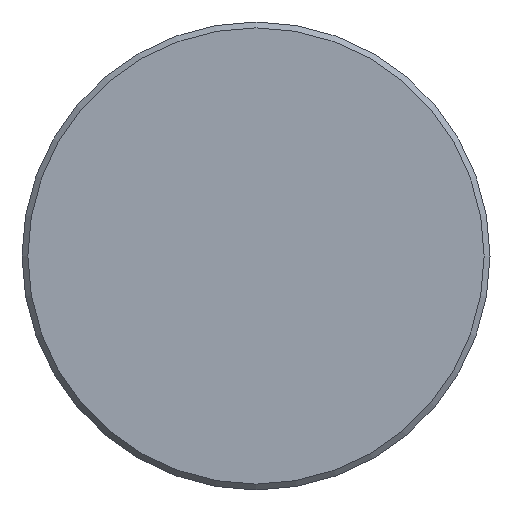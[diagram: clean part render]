
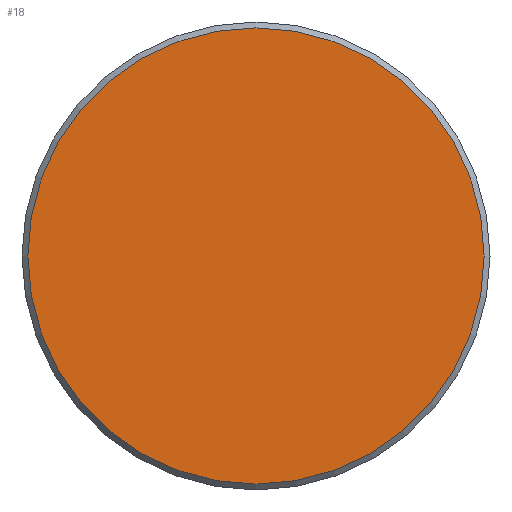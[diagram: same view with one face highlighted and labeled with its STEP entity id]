
A CAD part, left-side view. The second image highlights one B-rep face of the part: STEP entity #18.
In plain terms, the highlighted planar face has unit normal (-1, 0, 0).
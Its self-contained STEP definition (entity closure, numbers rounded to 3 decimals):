
#18 = ADVANCED_FACE ( 'NONE', ( #30 ), #130, .F. ) ;
#23 = CIRCLE ( 'NONE', #109, 19.5 ) ;
#30 = FACE_OUTER_BOUND ( 'NONE', #58, .T. ) ;
#58 = EDGE_LOOP ( 'NONE', ( #85 ) ) ;
#85 = ORIENTED_EDGE ( 'NONE', *, *, #107, .T. ) ;
#102 = AXIS2_PLACEMENT_3D ( 'NONE', #148, #159, #127 ) ;
#107 = EDGE_CURVE ( 'NONE', #158, #158, #23, .T. ) ;
#109 = AXIS2_PLACEMENT_3D ( 'NONE', #126, #154, #157 ) ;
#126 = CARTESIAN_POINT ( 'NONE',  ( -3000., 0., 0. ) ) ;
#127 = DIRECTION ( 'NONE',  ( 0., 0., -1. ) ) ;
#130 = PLANE ( 'NONE',  #102 ) ;
#148 = CARTESIAN_POINT ( 'NONE',  ( -3000., 0., 0. ) ) ;
#154 = DIRECTION ( 'NONE',  ( -1., 0., 0. ) ) ;
#157 = DIRECTION ( 'NONE',  ( 0., 0., -1. ) ) ;
#158 = VERTEX_POINT ( 'NONE', #167 ) ;
#159 = DIRECTION ( 'NONE',  ( 1., 0., 0. ) ) ;
#167 = CARTESIAN_POINT ( 'NONE',  ( -3000., 0., -19.5 ) ) ;
